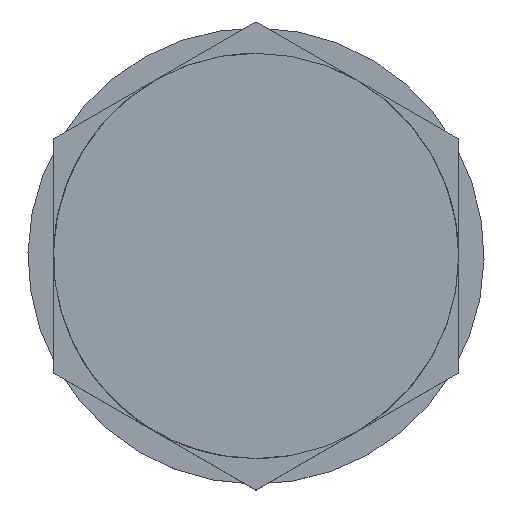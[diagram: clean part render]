
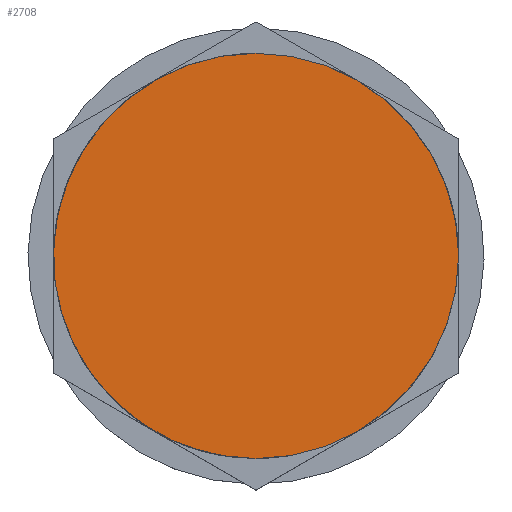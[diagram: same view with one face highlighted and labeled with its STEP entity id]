
A CAD part, top view. The second image highlights one B-rep face of the part: STEP entity #2708.
In plain terms, the highlighted planar face has unit normal (0, 0, 1).
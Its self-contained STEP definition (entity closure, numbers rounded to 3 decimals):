
#2686=AXIS2_PLACEMENT_3D('Circle Axis2P3D',#2684,#2685,$) ;
#2702=AXIS2_PLACEMENT_3D('Plane Axis2P3D',#2699,#2700,#2701) ;
#2642=CARTESIAN_POINT('Vertex',(30.95,59.25,27.5)) ;
#2649=CARTESIAN_POINT('Vertex',(30.95,4.25,27.5)) ;
#2653=CARTESIAN_POINT('Control Point',(30.95,59.25,27.5)) ;
#2654=CARTESIAN_POINT('Control Point',(26.63,59.25,27.5)) ;
#2655=CARTESIAN_POINT('Control Point',(22.311,58.402,27.5)) ;
#2656=CARTESIAN_POINT('Control Point',(18.213,56.705,27.5)) ;
#2657=CARTESIAN_POINT('Control Point',(10.905,51.795,27.5)) ;
#2658=CARTESIAN_POINT('Control Point',(5.995,44.487,27.5)) ;
#2659=CARTESIAN_POINT('Control Point',(4.298,40.389,27.5)) ;
#2660=CARTESIAN_POINT('Control Point',(2.602,31.75,27.5)) ;
#2661=CARTESIAN_POINT('Control Point',(4.298,23.111,27.5)) ;
#2662=CARTESIAN_POINT('Control Point',(5.995,19.013,27.5)) ;
#2663=CARTESIAN_POINT('Control Point',(10.905,11.705,27.5)) ;
#2664=CARTESIAN_POINT('Control Point',(18.213,6.795,27.5)) ;
#2665=CARTESIAN_POINT('Control Point',(22.311,5.098,27.5)) ;
#2666=CARTESIAN_POINT('Control Point',(26.63,4.25,27.5)) ;
#2667=CARTESIAN_POINT('Control Point',(30.95,4.25,27.5)) ;
#2684=CARTESIAN_POINT('Axis2P3D Location',(30.95,31.75,27.5)) ;
#2699=CARTESIAN_POINT('Axis2P3D Location',(30.95,31.75,27.5)) ;
#2685=DIRECTION('Axis2P3D Direction',(0.,0.,1.)) ;
#2700=DIRECTION('Axis2P3D Direction',(0.,0.,1.)) ;
#2701=DIRECTION('Axis2P3D XDirection',(0.,-1.,0.)) ;
#2705=ORIENTED_EDGE('',*,*,#2668,.T.) ;
#2706=ORIENTED_EDGE('',*,*,#2688,.T.) ;
#2708=ADVANCED_FACE('Dichtring-17-BT-0002-83007550X3HI_1\\Volumenk\X2\00F6\X0\rper1',(#2707),#2703,.T.) ;
#2652=B_SPLINE_CURVE_WITH_KNOTS('',5,(#2653,#2654,#2655,#2656,#2657,#2658,#2659,#2660,#2661,#2662,#2663,#2664,#2665,#2666,#2667),.UNSPECIFIED.,.F.,.U.,(6,3,3,3,6),(-43.197,-21.598,0.,21.598,43.197),.UNSPECIFIED.) ;
#2687=CIRCLE('generated circle',#2686,27.5) ;
#2668=EDGE_CURVE('',#2643,#2650,#2652,.T.) ;
#2688=EDGE_CURVE('',#2650,#2643,#2687,.T.) ;
#2704=EDGE_LOOP('',(#2705,#2706)) ;
#2707=FACE_OUTER_BOUND('',#2704,.T.) ;
#2703=PLANE('',#2702) ;
#2643=VERTEX_POINT('',#2642) ;
#2650=VERTEX_POINT('',#2649) ;
